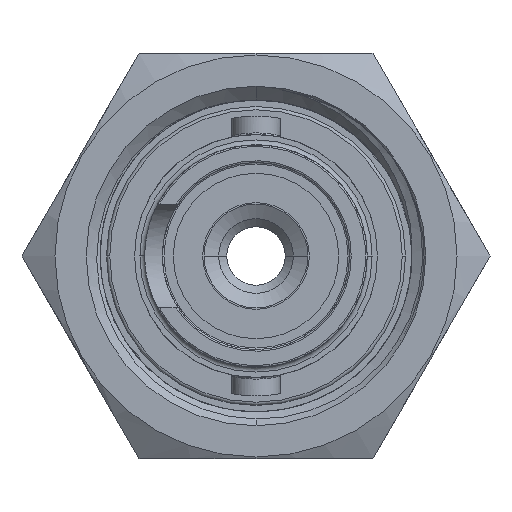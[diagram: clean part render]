
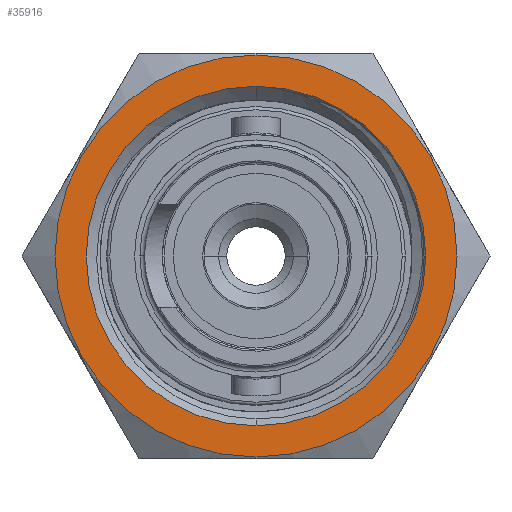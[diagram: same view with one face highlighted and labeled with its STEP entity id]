
A CAD part, left-side view. The second image highlights one B-rep face of the part: STEP entity #35916.
In plain terms, the highlighted face is planar.
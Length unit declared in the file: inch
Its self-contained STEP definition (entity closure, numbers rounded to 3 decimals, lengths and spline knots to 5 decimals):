
#2656 = DIRECTION ( 'NONE',  ( 1., 0., 0. ) ) ;
#3047 = EDGE_CURVE ( 'NONE', #10976, #25058, #37436, .T. ) ;
#3427 = ORIENTED_EDGE ( 'NONE', *, *, #10202, .F. ) ;
#4147 = VERTEX_POINT ( 'NONE', #27619 ) ;
#4962 = DIRECTION ( 'NONE',  ( 0., 0., -1. ) ) ;
#6567 = DIRECTION ( 'NONE',  ( 0., 0., -1. ) ) ;
#7312 = AXIS2_PLACEMENT_3D ( 'NONE', #37224, #2656, #18502 ) ;
#9567 = DIRECTION ( 'NONE',  ( 1., 0., 0. ) ) ;
#10202 = EDGE_CURVE ( 'NONE', #25058, #10976, #34261, .T. ) ;
#10976 = VERTEX_POINT ( 'NONE', #40150 ) ;
#11409 = EDGE_CURVE ( 'NONE', #32057, #4147, #28395, .T. ) ;
#12043 = CARTESIAN_POINT ( 'NONE',  ( 0., 0., 0.5235 ) ) ;
#12063 = AXIS2_PLACEMENT_3D ( 'NONE', #35381, #16944, #16663 ) ;
#13176 = CARTESIAN_POINT ( 'NONE',  ( 0., 0.5235, 0. ) ) ;
#14673 = CARTESIAN_POINT ( 'NONE',  ( 0., 0., 0. ) ) ;
#15121 = AXIS2_PLACEMENT_3D ( 'NONE', #14673, #23695, #4962 ) ;
#16006 = CARTESIAN_POINT ( 'NONE',  ( 0., 0., 0. ) ) ;
#16495 = AXIS2_PLACEMENT_3D ( 'NONE', #16006, #9567, #6567 ) ;
#16663 = DIRECTION ( 'NONE',  ( 0., 0., -1. ) ) ;
#16944 = DIRECTION ( 'NONE',  ( 1., 0., 0. ) ) ;
#17354 = CARTESIAN_POINT ( 'NONE',  ( 0., 0., 0.62 ) ) ;
#18502 = DIRECTION ( 'NONE',  ( 0., 0., -1. ) ) ;
#19177 = CIRCLE ( 'NONE', #12063, 0.62 ) ;
#21214 = FACE_OUTER_BOUND ( 'NONE', #36945, .T. ) ;
#22557 = ORIENTED_EDGE ( 'NONE', *, *, #23930, .T. ) ;
#23695 = DIRECTION ( 'NONE',  ( 1., 0., 0. ) ) ;
#23930 = EDGE_CURVE ( 'NONE', #4147, #32057, #19177, .T. ) ;
#25058 = VERTEX_POINT ( 'NONE', #12043 ) ;
#25735 = DIRECTION ( 'NONE',  ( 1., 0., 0. ) ) ;
#26339 = ORIENTED_EDGE ( 'NONE', *, *, #3047, .F. ) ;
#27619 = CARTESIAN_POINT ( 'NONE',  ( 0., 0., -0.62 ) ) ;
#28395 = CIRCLE ( 'NONE', #7312, 0.62 ) ;
#28867 = DIRECTION ( 'NONE',  ( 0., 0., -1. ) ) ;
#31504 = EDGE_LOOP ( 'NONE', ( #26339, #3427 ) ) ;
#31869 = PLANE ( 'NONE',  #35696 ) ;
#32057 = VERTEX_POINT ( 'NONE', #17354 ) ;
#33864 = ORIENTED_EDGE ( 'NONE', *, *, #11409, .T. ) ;
#34261 = CIRCLE ( 'NONE', #16495, 0.5235 ) ;
#35381 = CARTESIAN_POINT ( 'NONE',  ( 0., 0., 0. ) ) ;
#35696 = AXIS2_PLACEMENT_3D ( 'NONE', #13176, #25735, #28867 ) ;
#35916 = ADVANCED_FACE ( 'NONE', ( #21214, #39839 ), #31869, .T. ) ;
#36945 = EDGE_LOOP ( 'NONE', ( #33864, #22557 ) ) ;
#37224 = CARTESIAN_POINT ( 'NONE',  ( 0., 0., 0. ) ) ;
#37436 = CIRCLE ( 'NONE', #15121, 0.5235 ) ;
#39839 = FACE_BOUND ( 'NONE', #31504, .T. ) ;
#40150 = CARTESIAN_POINT ( 'NONE',  ( 0., 0., -0.5235 ) ) ;
